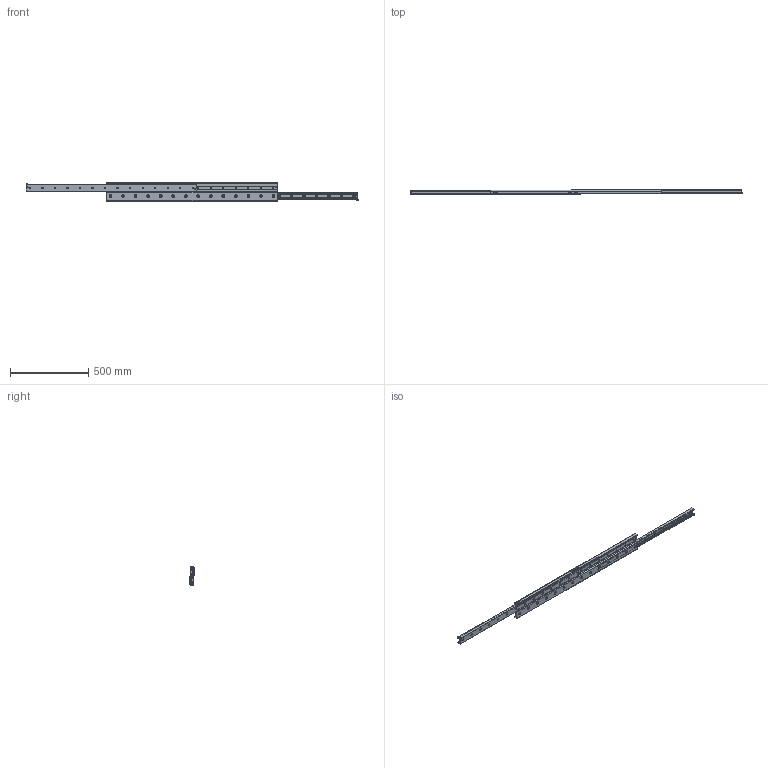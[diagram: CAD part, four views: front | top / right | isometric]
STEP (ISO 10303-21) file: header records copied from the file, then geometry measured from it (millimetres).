
FILE_DESCRIPTION((''),'2;1');
FILE_NAME('LCAS 43.D-1090.stp','2016-01-18T08:44:37',('MRathmann'),(''),'Autodesk Inventor 2012','Autodesk Inventor 2012','');
FILE_SCHEMA(('CONFIG_CONTROL_DESIGN'));
Length unit declared in the file: millimetre
Products named in the file (11): LCAS 43.D-1090.iam (Detailgenauigkeit1); ZP 43-1090.S; LCN 43-1090; LLMG 43-1090; KF.LCA 43-0565.GZ; + AP.L 43; + AS.L 43; # SP.L 43-6; + AG.L 43-6; + SP.L 43; + VKB.L 43 6x13,5
Assembly tree (24 placements, depth 3):
  LCAS 43.D-1090.iam (Detailgenauigkeit1)
    ZP 43-1090.S
    LCN 43-1090  x2
    LLMG 43-1090  x2
    KF.LCA 43-0565.GZ  x2
    + AP.L 43  x4
    + AS.L 43  x4
    # SP.L 43-6  x2
      + AG.L 43-6
      + SP.L 43
    + VKB.L 43 6x13,5  x4
Bounding box: 2120 x 28 x 117 mm (x, y, z)
Volume: 2179790.3 mm3; surface area: 1043348.5 mm2
Topology: 25 solids, 25 shells, 656 faces, 1658 edges, 1052 vertices
Faces by surface type: plane 306, cylinder 252, cone 98
Full cylindrical faces by diameter (mm): 1 x6, 3.242 x4, 4.2 x4, 4.5 x6, 4.9 x4, 5 x20, 5.5 x2, 5.8 x4, 6 x12, 6.647 x28, 7 x4, 8.5 x28, 10.4 x28
Entity records: 10508 total; most frequent: CARTESIAN_POINT 1878, DIRECTION 1804, ORIENTED_EDGE 1418, AXIS2_PLACEMENT_3D 729, EDGE_CURVE 709, EDGE_LOOP 676, VERTEX_POINT 535, CIRCLE 350
